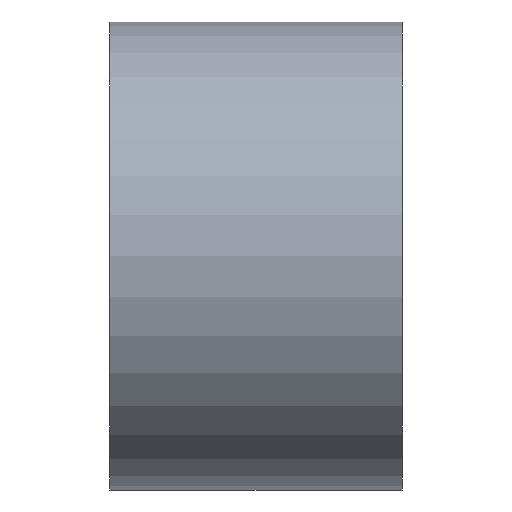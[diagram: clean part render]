
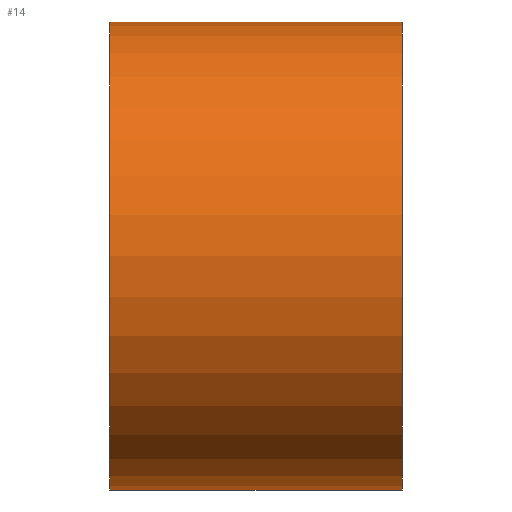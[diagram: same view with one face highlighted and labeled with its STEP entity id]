
A CAD part, front view. The second image highlights one B-rep face of the part: STEP entity #14.
In plain terms, the highlighted cylindrical face has radius 3.048 mm (diameter 6.096 mm), a partial arc.
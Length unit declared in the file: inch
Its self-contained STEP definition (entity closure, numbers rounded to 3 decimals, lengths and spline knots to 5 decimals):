
#3 = EDGE_CURVE ( 'NONE', #36, #248, #76, .T. ) ;
#5 = EDGE_CURVE ( 'NONE', #34, #35, #80, .T. ) ;
#6 = EDGE_CURVE ( 'NONE', #34, #36, #207, .T. ) ;
#8 = EDGE_CURVE ( 'NONE', #35, #248, #211, .T. ) ;
#14 = ADVANCED_FACE ( 'NONE', ( #122 ), #124, .T. ) ;
#34 = VERTEX_POINT ( 'NONE', #132 ) ;
#35 = VERTEX_POINT ( 'NONE', #133 ) ;
#36 = VERTEX_POINT ( 'NONE', #134 ) ;
#48 = ORIENTED_EDGE ( 'NONE', *, *, #3, .F. ) ;
#49 = ORIENTED_EDGE ( 'NONE', *, *, #5, .T. ) ;
#50 = ORIENTED_EDGE ( 'NONE', *, *, #8, .T. ) ;
#57 = ORIENTED_EDGE ( 'NONE', *, *, #6, .F. ) ;
#71 = EDGE_LOOP ( 'NONE', ( #48, #57, #49, #50 ) ) ;
#72 = CARTESIAN_POINT ( 'NONE',  ( 0.15, 0., 0.12 ) ) ;
#73 = CARTESIAN_POINT ( 'NONE',  ( 0.15, 0., -0.12 ) ) ;
#76 = LINE ( 'NONE', #73, #203 ) ;
#80 = LINE ( 'NONE', #72, #208 ) ;
#81 = DIRECTION ( 'NONE',  ( -1., 0., 0. ) ) ;
#85 = DIRECTION ( 'NONE',  ( -1., 0., 0. ) ) ;
#86 = CARTESIAN_POINT ( 'NONE',  ( 0.15, 0., 0. ) ) ;
#87 = DIRECTION ( 'NONE',  ( 1., 0., 0. ) ) ;
#88 = DIRECTION ( 'NONE',  ( 0., 0., -1. ) ) ;
#95 = CARTESIAN_POINT ( 'NONE',  ( 0., 0., 0. ) ) ;
#96 = DIRECTION ( 'NONE',  ( 1., 0., 0. ) ) ;
#97 = DIRECTION ( 'NONE',  ( 0., 0., -1. ) ) ;
#119 = DIRECTION ( 'NONE',  ( -1., 0., 0. ) ) ;
#122 = FACE_OUTER_BOUND ( 'NONE', #71, .T. ) ;
#123 = CARTESIAN_POINT ( 'NONE',  ( 0.15, 0., 0. ) ) ;
#124 = CYLINDRICAL_SURFACE ( 'NONE', #222, 0.12 ) ;
#125 = DIRECTION ( 'NONE',  ( 0., 0., 1. ) ) ;
#132 = CARTESIAN_POINT ( 'NONE',  ( 0.15, 0., 0.12 ) ) ;
#133 = CARTESIAN_POINT ( 'NONE',  ( 0., 0., 0.12 ) ) ;
#134 = CARTESIAN_POINT ( 'NONE',  ( 0.15, 0., -0.12 ) ) ;
#143 = CARTESIAN_POINT ( 'NONE',  ( 0., 0., -0.12 ) ) ;
#203 = VECTOR ( 'NONE', #81, 39.37008 ) ;
#207 = CIRCLE ( 'NONE', #212, 0.12 ) ;
#208 = VECTOR ( 'NONE', #85, 39.37008 ) ;
#211 = CIRCLE ( 'NONE', #216, 0.12 ) ;
#212 = AXIS2_PLACEMENT_3D ( 'NONE', #86, #87, #88 ) ;
#216 = AXIS2_PLACEMENT_3D ( 'NONE', #95, #96, #97 ) ;
#222 = AXIS2_PLACEMENT_3D ( 'NONE', #123, #119, #125 ) ;
#248 = VERTEX_POINT ( 'NONE', #143 ) ;
